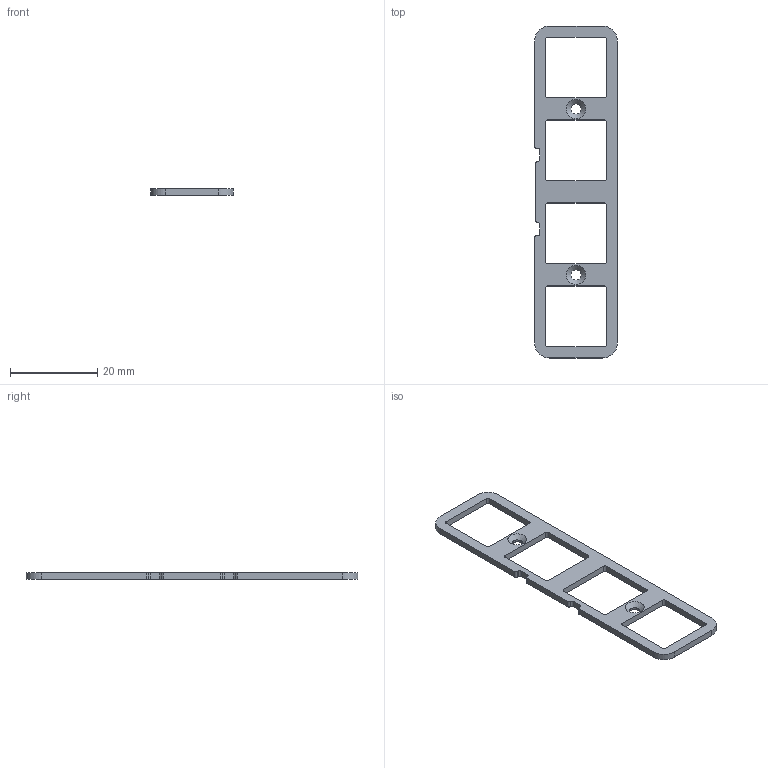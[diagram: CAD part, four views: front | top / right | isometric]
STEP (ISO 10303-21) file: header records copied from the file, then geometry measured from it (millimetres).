
FILE_DESCRIPTION(/* description */ (''),/* implementation_level */ '2;1');
FILE_NAME(/* name */ 'Event Horizon V2 Macro Plate v1.step',/* time_stamp */ '2024-01-26T23:20:48+01:00',/* author */ (''),/* organization */ (''),/* preprocessor_version */ 'ST-DEVELOPER v20',/* originating_system */ 'Autodesk Translation Framework v12.14.0.127',/* authorisation */ '');
FILE_SCHEMA (('AUTOMOTIVE_DESIGN { 1 0 10303 214 3 1 1 }'));
Length unit declared in the file: millimetre
Products named in the file (1): Event Horizon V2 Macro Plate
Bounding box: 19.05 x 76.2 x 1.5 mm (x, y, z)
Volume: 947.1 mm3; surface area: 1903.8 mm2
Topology: 1 solids, 1 shells, 60 faces, 172 edges, 114 vertices
Faces by surface type: cylinder 30, plane 28, cone 2
Full cylindrical faces by diameter (mm): 2.4 x2
Entity records: 2046 total; most frequent: DIRECTION 356, CARTESIAN_POINT 347, ORIENTED_EDGE 344, EDGE_CURVE 172, AXIS2_PLACEMENT_3D 123, VERTEX_POINT 114, LINE 110, VECTOR 110
